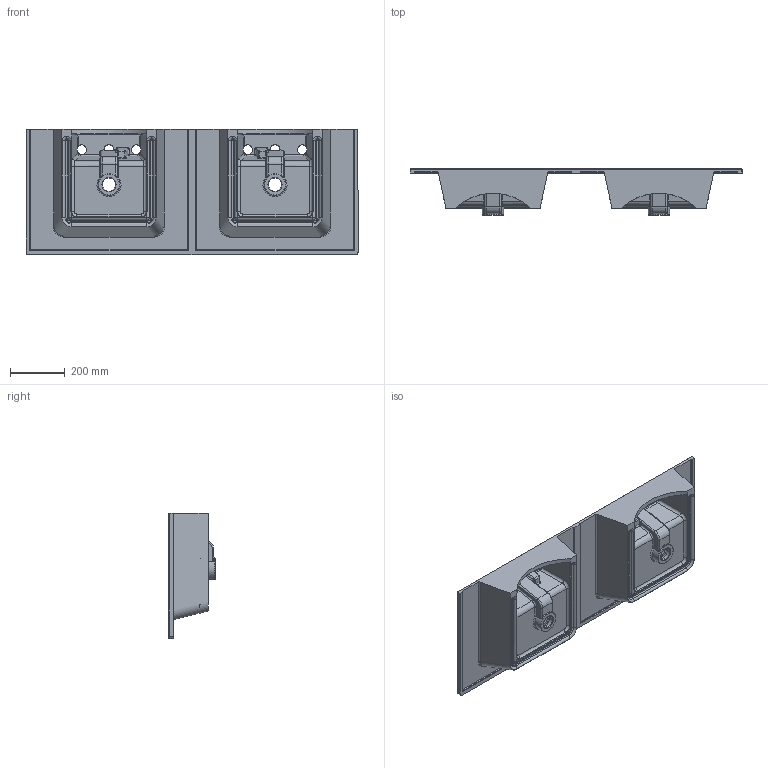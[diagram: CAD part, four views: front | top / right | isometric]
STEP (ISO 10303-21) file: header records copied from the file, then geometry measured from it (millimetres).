
FILE_DESCRIPTION (( 'STEP AP214' ), '1' );
FILE_NAME ('UN120B.3TH_STEP_v10424.STEP', '2024-04-10T13:51:43', ( '' ), ( '' ), 'SwSTEP 2.0', 'SolidWorks 2019', '' );
FILE_SCHEMA (( 'AUTOMOTIVE_DESIGN' ));
Length unit declared in the file: millimetre
Products named in the file (1): UN120B.3TH_STEP_v10424
Bounding box: 1216 x 169 x 460 mm (x, y, z)
Volume: 15071638.4 mm3; surface area: 1916026 mm2
Topology: 1 solids, 1 shells, 490 faces, 1268 edges, 756 vertices
Faces by surface type: cylinder 186, bspline 110, torus 88, plane 78, sphere 20, cone 8
Entity records: 25922 total; most frequent: CARTESIAN_POINT 14669, ORIENTED_EDGE 2496, DIRECTION 2294, EDGE_CURVE 1248, AXIS2_PLACEMENT_3D 945, VERTEX_POINT 756, CIRCLE 564, EDGE_LOOP 510
